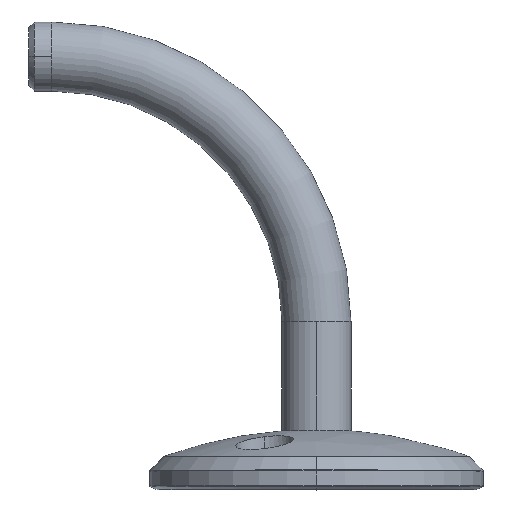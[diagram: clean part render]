
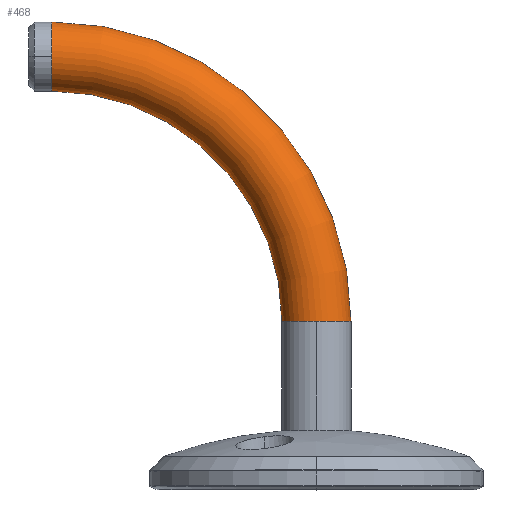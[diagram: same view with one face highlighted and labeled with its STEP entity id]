
A CAD part, top view. The second image highlights one B-rep face of the part: STEP entity #468.
In plain terms, the highlighted toroidal (fillet/blend) face has major radius 46 mm and minor radius 6 mm.
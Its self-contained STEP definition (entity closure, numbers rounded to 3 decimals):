
#189 = VERTEX_POINT ( 'NONE', #1617 ) ;
#281 = CARTESIAN_POINT ( 'NONE',  ( 19.1, 0., 0. ) ) ;
#294 = DIRECTION ( 'NONE',  ( 0., 0., -1. ) ) ;
#295 = ORIENTED_EDGE ( 'NONE', *, *, #1189, .T. ) ;
#300 = VERTEX_POINT ( 'NONE', #797 ) ;
#363 = DIRECTION ( 'NONE',  ( 1., 0., 0. ) ) ;
#468 = ADVANCED_FACE ( 'NONE', ( #804 ), #1230, .T. ) ;
#506 = DIRECTION ( 'NONE',  ( 1., 0., 0. ) ) ;
#574 = CARTESIAN_POINT ( 'NONE',  ( 65.1, 46., 0. ) ) ;
#615 = VERTEX_POINT ( 'NONE', #1242 ) ;
#655 = AXIS2_PLACEMENT_3D ( 'NONE', #1304, #963, #939 ) ;
#664 = CIRCLE ( 'NONE', #1171, 52. ) ;
#716 = AXIS2_PLACEMENT_3D ( 'NONE', #281, #1895, #294 ) ;
#778 = CARTESIAN_POINT ( 'NONE',  ( 19.1, 6., 0. ) ) ;
#797 = CARTESIAN_POINT ( 'NONE',  ( 65.1, 46., 6. ) ) ;
#804 = FACE_OUTER_BOUND ( 'NONE', #2209, .T. ) ;
#835 = EDGE_CURVE ( 'NONE', #2163, #615, #664, .T. ) ;
#929 = ORIENTED_EDGE ( 'NONE', *, *, #1345, .T. ) ;
#939 = DIRECTION ( 'NONE',  ( 0., 0., -1. ) ) ;
#942 = CIRCLE ( 'NONE', #2079, 40. ) ;
#953 = ORIENTED_EDGE ( 'NONE', *, *, #2225, .F. ) ;
#963 = DIRECTION ( 'NONE',  ( 0., 1., 0. ) ) ;
#1026 = DIRECTION ( 'NONE',  ( 1., 0., 0. ) ) ;
#1128 = DIRECTION ( 'NONE',  ( 0., 1., 0. ) ) ;
#1171 = AXIS2_PLACEMENT_3D ( 'NONE', #1414, #1396, #506 ) ;
#1172 = CIRCLE ( 'NONE', #716, 6. ) ;
#1189 = EDGE_CURVE ( 'NONE', #1590, #1196, #1172, .T. ) ;
#1196 = VERTEX_POINT ( 'NONE', #1724 ) ;
#1211 = CARTESIAN_POINT ( 'NONE',  ( 19.1, 46., 0. ) ) ;
#1230 = TOROIDAL_SURFACE ( 'NONE', #1455, 46., 6. ) ;
#1242 = CARTESIAN_POINT ( 'NONE',  ( 71.1, 46., 0. ) ) ;
#1304 = CARTESIAN_POINT ( 'NONE',  ( 65.1, 46., 0. ) ) ;
#1345 = EDGE_CURVE ( 'NONE', #1196, #2163, #1582, .T. ) ;
#1396 = DIRECTION ( 'NONE',  ( 0., 0., 1. ) ) ;
#1414 = CARTESIAN_POINT ( 'NONE',  ( 19.1, 46., 0. ) ) ;
#1455 = AXIS2_PLACEMENT_3D ( 'NONE', #1211, #1909, #1563 ) ;
#1457 = CARTESIAN_POINT ( 'NONE',  ( 19.1, 0., 0. ) ) ;
#1513 = DIRECTION ( 'NONE',  ( 0., 0., -1. ) ) ;
#1563 = DIRECTION ( 'NONE',  ( 1., 0., 0. ) ) ;
#1568 = DIRECTION ( 'NONE',  ( 0., 0., 1. ) ) ;
#1582 = CIRCLE ( 'NONE', #1958, 6. ) ;
#1590 = VERTEX_POINT ( 'NONE', #778 ) ;
#1594 = ORIENTED_EDGE ( 'NONE', *, *, #835, .T. ) ;
#1604 = CIRCLE ( 'NONE', #655, 6. ) ;
#1614 = DIRECTION ( 'NONE',  ( 0., 0., -1. ) ) ;
#1617 = CARTESIAN_POINT ( 'NONE',  ( 59.1, 46., 0. ) ) ;
#1723 = AXIS2_PLACEMENT_3D ( 'NONE', #574, #1128, #1513 ) ;
#1724 = CARTESIAN_POINT ( 'NONE',  ( 19.1, 0., 6. ) ) ;
#1737 = CIRCLE ( 'NONE', #1723, 6. ) ;
#1750 = ORIENTED_EDGE ( 'NONE', *, *, #1752, .F. ) ;
#1752 = EDGE_CURVE ( 'NONE', #1590, #189, #942, .T. ) ;
#1790 = ORIENTED_EDGE ( 'NONE', *, *, #2266, .F. ) ;
#1895 = DIRECTION ( 'NONE',  ( 1., 0., 0. ) ) ;
#1909 = DIRECTION ( 'NONE',  ( 0., 0., 1. ) ) ;
#1958 = AXIS2_PLACEMENT_3D ( 'NONE', #1457, #363, #1614 ) ;
#2079 = AXIS2_PLACEMENT_3D ( 'NONE', #2274, #1568, #1026 ) ;
#2163 = VERTEX_POINT ( 'NONE', #2190 ) ;
#2190 = CARTESIAN_POINT ( 'NONE',  ( 19.1, -6., 0. ) ) ;
#2209 = EDGE_LOOP ( 'NONE', ( #929, #1594, #953, #1790, #1750, #295 ) ) ;
#2225 = EDGE_CURVE ( 'NONE', #300, #615, #1737, .T. ) ;
#2266 = EDGE_CURVE ( 'NONE', #189, #300, #1604, .T. ) ;
#2274 = CARTESIAN_POINT ( 'NONE',  ( 19.1, 46., 0. ) ) ;
